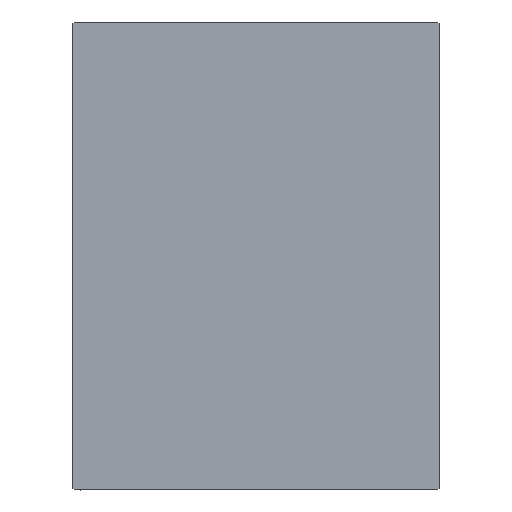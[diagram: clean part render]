
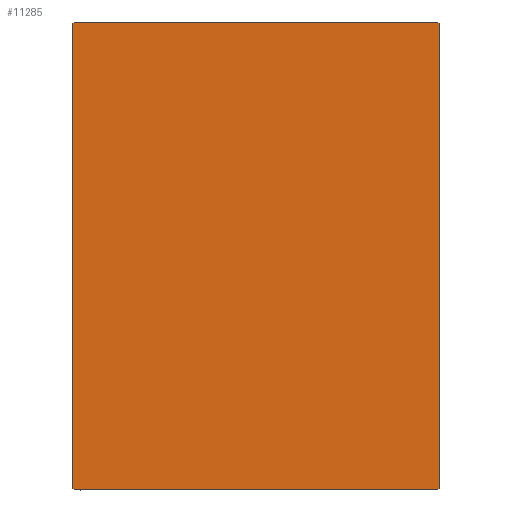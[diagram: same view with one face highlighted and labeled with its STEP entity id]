
A CAD part, left-side view. The second image highlights one B-rep face of the part: STEP entity #11285.
In plain terms, the highlighted face is planar.
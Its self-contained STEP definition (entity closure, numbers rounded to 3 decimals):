
#498 = VECTOR ( 'NONE', #36852, 1000. ) ;
#970 = VERTEX_POINT ( 'NONE', #16989 ) ;
#1169 = LINE ( 'NONE', #27338, #498 ) ;
#2669 = VECTOR ( 'NONE', #30776, 1000. ) ;
#2710 = ORIENTED_EDGE ( 'NONE', *, *, #20197, .T. ) ;
#3085 = ORIENTED_EDGE ( 'NONE', *, *, #30819, .T. ) ;
#3198 = LINE ( 'NONE', #16697, #29505 ) ;
#3228 = CARTESIAN_POINT ( 'NONE',  ( 158., 0., 0. ) ) ;
#3232 = DIRECTION ( 'NONE',  ( 0., -0.707, -0.707 ) ) ;
#3406 = CARTESIAN_POINT ( 'NONE',  ( 158., -44.7, 57.5 ) ) ;
#6457 = VERTEX_POINT ( 'NONE', #25252 ) ;
#7652 = LINE ( 'NONE', #30876, #18129 ) ;
#8543 = DIRECTION ( 'NONE',  ( 0., 0.707, 0.707 ) ) ;
#8549 = LINE ( 'NONE', #22036, #38593 ) ;
#9150 = CARTESIAN_POINT ( 'NONE',  ( 158., -44.7, -57.5 ) ) ;
#11285 = ADVANCED_FACE ( 'NONE', ( #16071 ), #26224, .T. ) ;
#12519 = VERTEX_POINT ( 'NONE', #3406 ) ;
#13189 = DIRECTION ( 'NONE',  ( 0., 0., -1. ) ) ;
#13757 = LINE ( 'NONE', #16863, #2669 ) ;
#16071 = FACE_OUTER_BOUND ( 'NONE', #21055, .T. ) ;
#16697 = CARTESIAN_POINT ( 'NONE',  ( 158., 45., 57.5 ) ) ;
#16863 = CARTESIAN_POINT ( 'NONE',  ( 158., 45., -57.5 ) ) ;
#16989 = CARTESIAN_POINT ( 'NONE',  ( 158., 44.7, 57.5 ) ) ;
#17780 = VERTEX_POINT ( 'NONE', #18655 ) ;
#18129 = VECTOR ( 'NONE', #26899, 1000. ) ;
#18549 = CARTESIAN_POINT ( 'NONE',  ( 158., -51.1, -51.1 ) ) ;
#18655 = CARTESIAN_POINT ( 'NONE',  ( 158., 45., -57.2 ) ) ;
#19608 = DIRECTION ( 'NONE',  ( 1., 0., 0. ) ) ;
#20065 = CARTESIAN_POINT ( 'NONE',  ( 158., 44.7, -57.5 ) ) ;
#20197 = EDGE_CURVE ( 'NONE', #6457, #40497, #22722, .T. ) ;
#21055 = EDGE_LOOP ( 'NONE', ( #23753, #38684, #38422, #40443, #21639, #32158, #3085, #2710 ) ) ;
#21639 = ORIENTED_EDGE ( 'NONE', *, *, #35457, .T. ) ;
#22030 = CARTESIAN_POINT ( 'NONE',  ( 158., 51.1, -51.1 ) ) ;
#22036 = CARTESIAN_POINT ( 'NONE',  ( 158., -45., 57.5 ) ) ;
#22185 = VECTOR ( 'NONE', #26039, 1000. ) ;
#22389 = VERTEX_POINT ( 'NONE', #32165 ) ;
#22722 = LINE ( 'NONE', #18549, #22185 ) ;
#23753 = ORIENTED_EDGE ( 'NONE', *, *, #32943, .T. ) ;
#24025 = CARTESIAN_POINT ( 'NONE',  ( 158., -51.1, 51.1 ) ) ;
#25252 = CARTESIAN_POINT ( 'NONE',  ( 158., -45., -57.2 ) ) ;
#25586 = VERTEX_POINT ( 'NONE', #20065 ) ;
#26039 = DIRECTION ( 'NONE',  ( 0., 0.707, -0.707 ) ) ;
#26224 = PLANE ( 'NONE',  #32334 ) ;
#26899 = DIRECTION ( 'NONE',  ( 0., -0.707, 0.707 ) ) ;
#27240 = VERTEX_POINT ( 'NONE', #34647 ) ;
#27338 = CARTESIAN_POINT ( 'NONE',  ( 158., -45., -57.5 ) ) ;
#29505 = VECTOR ( 'NONE', #31265, 1000. ) ;
#29984 = LINE ( 'NONE', #24025, #39309 ) ;
#30263 = VECTOR ( 'NONE', #8543, 1000. ) ;
#30776 = DIRECTION ( 'NONE',  ( 0., 0., 1. ) ) ;
#30819 = EDGE_CURVE ( 'NONE', #27240, #6457, #8549, .T. ) ;
#30876 = CARTESIAN_POINT ( 'NONE',  ( 158., 51.1, 51.1 ) ) ;
#31265 = DIRECTION ( 'NONE',  ( 0., -1., 0. ) ) ;
#31928 = EDGE_CURVE ( 'NONE', #22389, #970, #7652, .T. ) ;
#32158 = ORIENTED_EDGE ( 'NONE', *, *, #32896, .T. ) ;
#32165 = CARTESIAN_POINT ( 'NONE',  ( 158., 45., 57.2 ) ) ;
#32334 = AXIS2_PLACEMENT_3D ( 'NONE', #3228, #19608, #13189 ) ;
#32896 = EDGE_CURVE ( 'NONE', #12519, #27240, #29984, .T. ) ;
#32943 = EDGE_CURVE ( 'NONE', #40497, #25586, #1169, .T. ) ;
#34647 = CARTESIAN_POINT ( 'NONE',  ( 158., -45., 57.2 ) ) ;
#35299 = LINE ( 'NONE', #22030, #30263 ) ;
#35457 = EDGE_CURVE ( 'NONE', #970, #12519, #3198, .T. ) ;
#35639 = EDGE_CURVE ( 'NONE', #17780, #22389, #13757, .T. ) ;
#36852 = DIRECTION ( 'NONE',  ( 0., 1., 0. ) ) ;
#38422 = ORIENTED_EDGE ( 'NONE', *, *, #35639, .T. ) ;
#38593 = VECTOR ( 'NONE', #42169, 1000. ) ;
#38684 = ORIENTED_EDGE ( 'NONE', *, *, #40134, .T. ) ;
#39309 = VECTOR ( 'NONE', #3232, 1000. ) ;
#40134 = EDGE_CURVE ( 'NONE', #25586, #17780, #35299, .T. ) ;
#40443 = ORIENTED_EDGE ( 'NONE', *, *, #31928, .T. ) ;
#40497 = VERTEX_POINT ( 'NONE', #9150 ) ;
#42169 = DIRECTION ( 'NONE',  ( 0., 0., -1. ) ) ;
